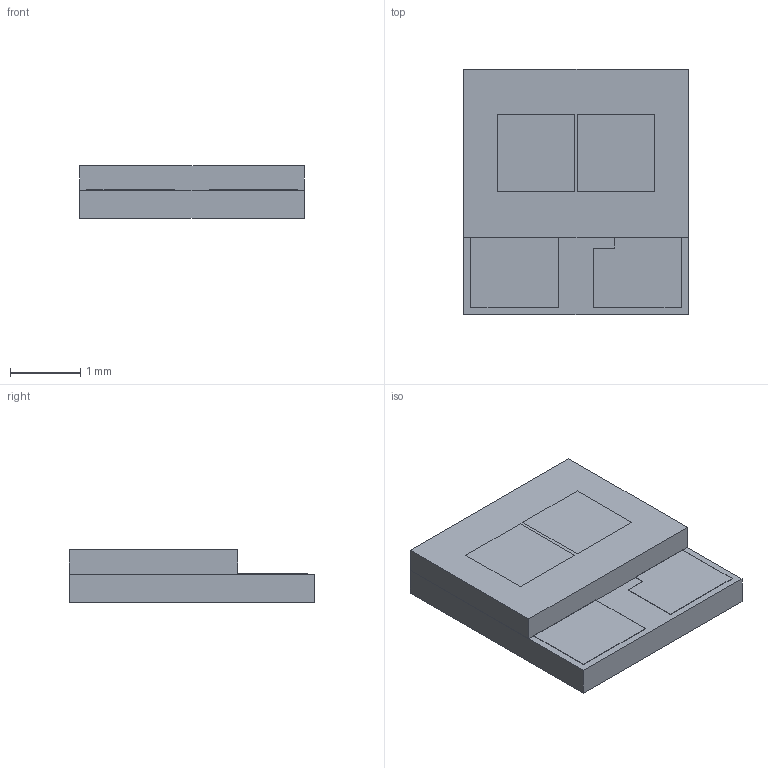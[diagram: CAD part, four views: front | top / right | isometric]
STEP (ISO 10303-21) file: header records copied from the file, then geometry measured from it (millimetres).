
FILE_DESCRIPTION (( 'STEP AP214' ), '1' );
FILE_NAME ('Assem1.STEP', '2024-09-13T02:26:55', ( '' ), ( '' ), 'SwSTEP 2.0', 'SolidWorks 2023', '' );
FILE_SCHEMA (( 'AUTOMOTIVE_DESIGN' ));
Length unit declared in the file: millimetre
Products named in the file (5): Part3; Part2; Assem1; Part1; Part4
Assembly tree (4 placements, depth 2):
  Assem1
    Part1
    Part2
    Part3
    Part4
Bounding box: 3.2 x 3.5 x 0.75 mm (x, y, z)
Volume: 7.2 mm3; surface area: 57.7 mm2
Topology: 6 solids, 6 shells, 48 faces, 102 edges, 68 vertices
Faces by surface type: plane 48
Entity records: 1438 total; most frequent: CARTESIAN_POINT 225, DIRECTION 212, ORIENTED_EDGE 204, EDGE_CURVE 102, LINE 102, VECTOR 102, VERTEX_POINT 68, AXIS2_PLACEMENT_3D 55
